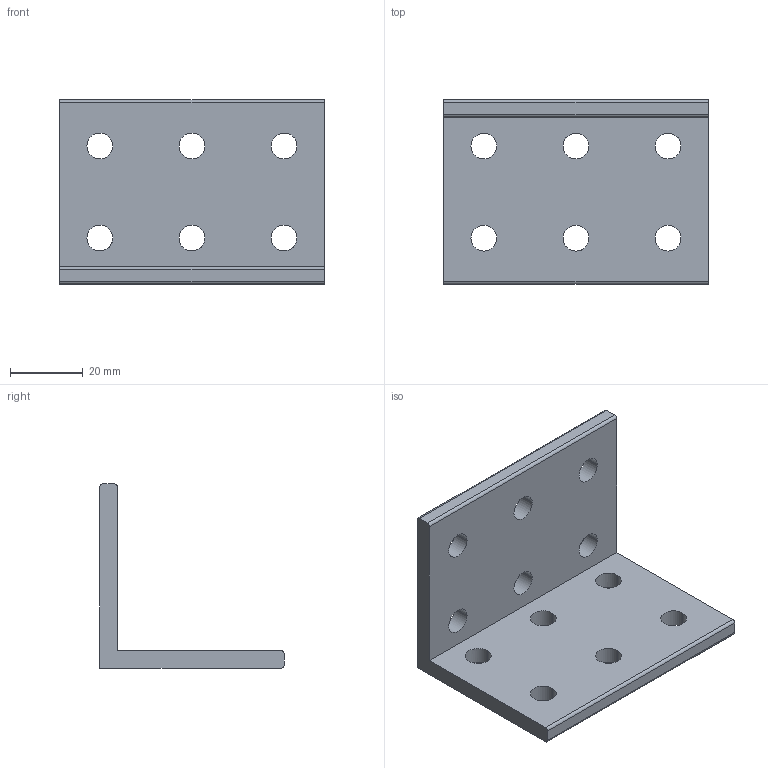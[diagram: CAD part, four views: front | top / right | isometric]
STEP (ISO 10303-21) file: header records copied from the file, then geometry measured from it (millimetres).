
FILE_DESCRIPTION((''),'2;1');
FILE_NAME('10CB4113.stp','2015-07-07T13:16:47',(''),(''),'Mechanical Desktop 2011','Mechanical Desktop 2011',', , ');
FILE_SCHEMA(('AUTOMOTIVE_DESIGN { 1 2 10303 214 1 1 1 1 }'));
Length unit declared in the file: inch
Products named in the file (1): Product
Bounding box: 73.03 x 50.8 x 50.8 mm (x, y, z)
Volume: 31447.8 mm3; surface area: 15989.7 mm2
Topology: 1 solids, 1 shells, 36 faces, 111 edges, 77 vertices
Faces by surface type: cylinder 28, plane 8
Entity records: 1387 total; most frequent: DIRECTION 250, CARTESIAN_POINT 225, ORIENTED_EDGE 222, EDGE_CURVE 111, AXIS2_PLACEMENT_3D 102, VERTEX_POINT 77, CIRCLE 65, EDGE_LOOP 60
